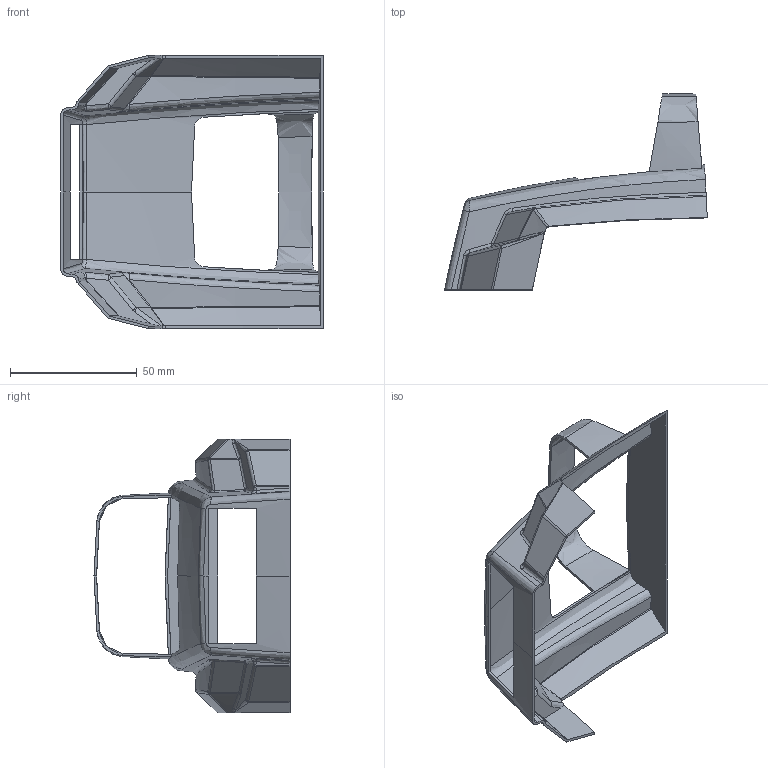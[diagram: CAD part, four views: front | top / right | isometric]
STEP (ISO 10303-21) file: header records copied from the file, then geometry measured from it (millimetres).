
FILE_DESCRIPTION (( 'STEP AP214' ), '1' );
FILE_NAME ('Head08.STEP', '2016-01-05T11:38:26', ( 'MilO' ), ( '' ), 'SwSTEP 2.0', 'SolidWorks 2014', '' );
FILE_SCHEMA (( 'AUTOMOTIVE_DESIGN' ));
Length unit declared in the file: millimetre
Products named in the file (1): Head08
Bounding box: 103.74 x 77.43 x 108.03 mm (x, y, z)
Volume: 15015.4 mm3; surface area: 31068.4 mm2
Topology: 1 solids, 1 shells, 206 faces, 510 edges, 298 vertices
Faces by surface type: bspline 127, plane 36, cylinder 27, sphere 16
Entity records: 12430 total; most frequent: CARTESIAN_POINT 8640, ORIENTED_EDGE 1016, EDGE_CURVE 508, DIRECTION 422, B_SPLINE_CURVE_WITH_KNOTS 317, VERTEX_POINT 298, EDGE_LOOP 206, ADVANCED_FACE 206
